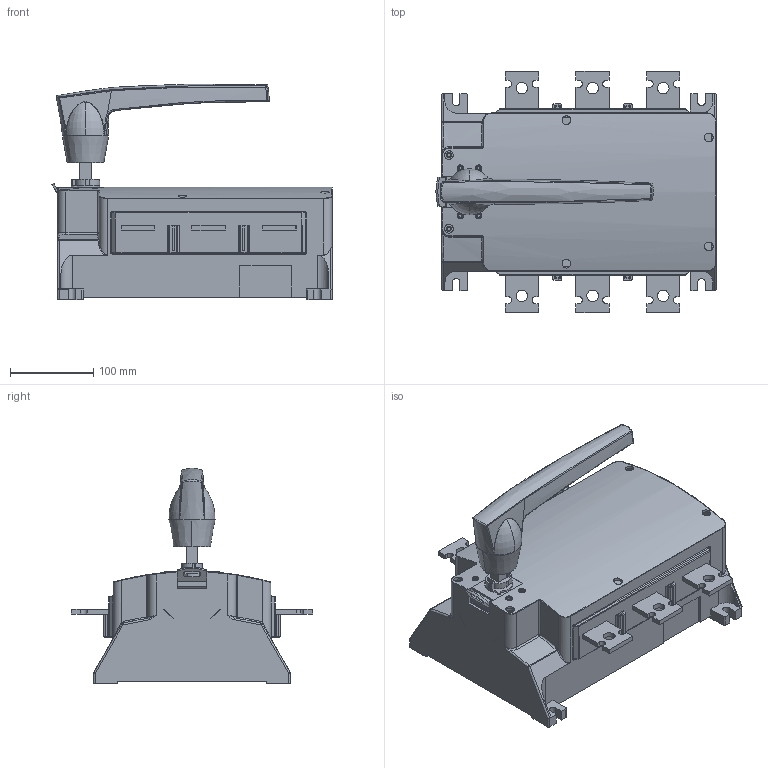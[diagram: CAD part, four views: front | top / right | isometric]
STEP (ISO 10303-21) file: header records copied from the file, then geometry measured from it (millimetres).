
FILE_DESCRIPTION (( 'STEP AP203' ), '1' );
FILE_NAME ('ERGON-800_1.STEP', '2017-03-08T14:20:18', ( '' ), ( '' ), 'SwSTEP 2.0', 'SolidWorks 2017', '' );
FILE_SCHEMA (( 'CONFIG_CONTROL_DESIGN' ));
Length unit declared in the file: millimetre
Products named in the file (3): EQ-15-1; ERGON-800_1; ERGON-800-1
Assembly tree (2 placements, depth 2):
  ERGON-800_1
    ERGON-800-1
    EQ-15-1
Bounding box: 336.84 x 290 x 259.26 mm (x, y, z)
Volume: 1485489.9 mm3; surface area: 663895.8 mm2
Topology: 3 solids, 4 shells, 1253 faces, 3397 edges, 2137 vertices
Faces by surface type: plane 692, cylinder 309, bspline 141, cone 62, torus 39, sphere 10
Entity records: 50131 total; most frequent: CARTESIAN_POINT 19579, ORIENTED_EDGE 6734, DIRECTION 5710, EDGE_CURVE 3367, VERTEX_POINT 2137, VECTOR 2116, LINE 2116, AXIS2_PLACEMENT_3D 1797
